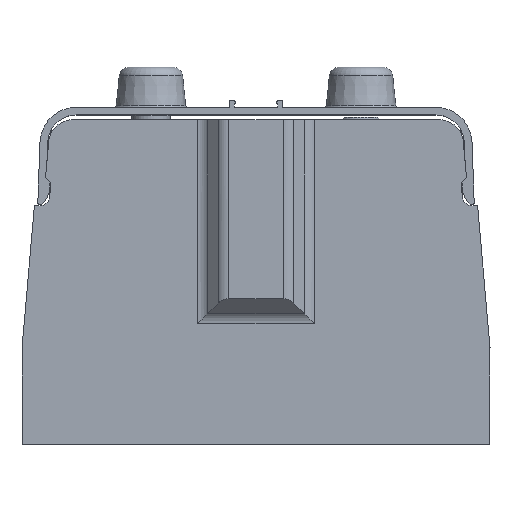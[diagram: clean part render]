
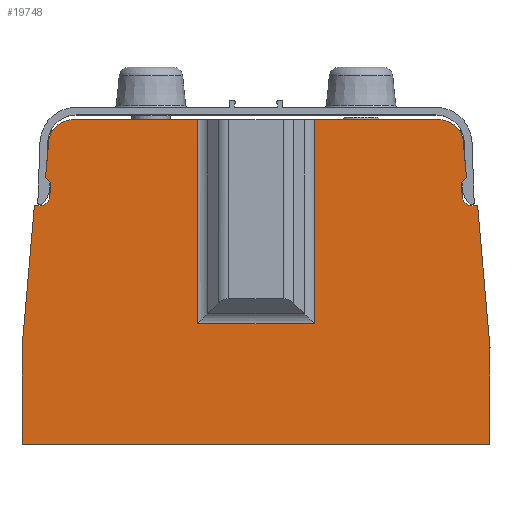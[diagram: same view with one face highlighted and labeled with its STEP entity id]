
A CAD part, top view. The second image highlights one B-rep face of the part: STEP entity #19748.
In plain terms, the highlighted planar face has unit normal (0, 0, 1).
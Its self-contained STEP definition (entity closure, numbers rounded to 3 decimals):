
#978=DIRECTION('',(1.,0.,0.));
#979=VECTOR('',#978,26.176);
#980=CARTESIAN_POINT('',(12.243,68.,67.5));
#981=LINE('',#980,#979);
#982=CARTESIAN_POINT('',(38.418,63.,67.5));
#983=DIRECTION('',(0.,0.,-1.));
#984=DIRECTION('',(0.,1.,0.));
#985=AXIS2_PLACEMENT_3D('',#982,#983,#984);
#987=DIRECTION('',(0.087,-0.996,0.));
#988=VECTOR('',#987,7.464);
#989=CARTESIAN_POINT('',(43.399,63.436,67.5));
#990=LINE('',#989,#988);
#991=DIRECTION('',(-0.707,-0.707,0.));
#992=VECTOR('',#991,1.566);
#993=CARTESIAN_POINT('',(44.05,56.,67.5));
#994=LINE('',#993,#992);
#995=DIRECTION('',(0.087,-0.996,0.));
#996=VECTOR('',#995,3.078);
#997=CARTESIAN_POINT('',(42.942,54.892,67.5));
#998=LINE('',#997,#996);
#999=CARTESIAN_POINT('',(45.203,52.,67.5));
#1000=DIRECTION('',(0.,0.,1.));
#1001=DIRECTION('',(-0.996,-0.087,0.));
#1002=AXIS2_PLACEMENT_3D('',#999,#1000,#1001);
#1004=DIRECTION('',(1.,0.,0.));
#1005=VECTOR('',#1004,1.197);
#1006=CARTESIAN_POINT('',(45.203,50.,67.5));
#1007=LINE('',#1006,#1005);
#1008=DIRECTION('',(0.087,-0.996,0.));
#1009=VECTOR('',#1008,29.788);
#1010=CARTESIAN_POINT('',(46.4,50.,67.5));
#1011=LINE('',#1010,#1009);
#1012=CARTESIAN_POINT('',(48.,20.238,67.5));
#1013=DIRECTION('',(0.,0.,-1.));
#1014=DIRECTION('',(0.996,0.087,0.));
#1015=AXIS2_PLACEMENT_3D('',#1012,#1013,#1014);
#1017=DIRECTION('',(0.,-1.,0.));
#1018=VECTOR('',#1017,20.238);
#1019=CARTESIAN_POINT('',(49.,20.238,67.5));
#1020=LINE('',#1019,#1018);
#1021=DIRECTION('',(-1.,0.,0.));
#1022=VECTOR('',#1021,98.);
#1023=CARTESIAN_POINT('',(49.,0.,67.5));
#1024=LINE('',#1023,#1022);
#1025=DIRECTION('',(0.,1.,0.));
#1026=VECTOR('',#1025,20.238);
#1027=CARTESIAN_POINT('',(-49.,0.,67.5));
#1028=LINE('',#1027,#1026);
#1029=CARTESIAN_POINT('',(-48.,20.238,67.5));
#1030=DIRECTION('',(0.,0.,-1.));
#1031=DIRECTION('',(-1.,0.,0.));
#1032=AXIS2_PLACEMENT_3D('',#1029,#1030,#1031);
#1034=DIRECTION('',(0.087,0.996,0.));
#1035=VECTOR('',#1034,29.788);
#1036=CARTESIAN_POINT('',(-48.996,20.325,67.5));
#1037=LINE('',#1036,#1035);
#1038=DIRECTION('',(1.,0.,0.));
#1039=VECTOR('',#1038,1.197);
#1040=CARTESIAN_POINT('',(-46.4,50.,67.5));
#1041=LINE('',#1040,#1039);
#1042=CARTESIAN_POINT('',(-45.203,52.,67.5));
#1043=DIRECTION('',(0.,0.,1.));
#1044=DIRECTION('',(0.,-1.,0.));
#1045=AXIS2_PLACEMENT_3D('',#1042,#1043,#1044);
#1047=DIRECTION('',(0.087,0.996,0.));
#1048=VECTOR('',#1047,3.078);
#1049=CARTESIAN_POINT('',(-43.211,51.826,67.5));
#1050=LINE('',#1049,#1048);
#1051=DIRECTION('',(-0.707,0.707,0.));
#1052=VECTOR('',#1051,1.566);
#1053=CARTESIAN_POINT('',(-42.942,54.892,67.5));
#1054=LINE('',#1053,#1052);
#1055=DIRECTION('',(0.087,0.996,0.));
#1056=VECTOR('',#1055,7.464);
#1057=CARTESIAN_POINT('',(-44.05,56.,67.5));
#1058=LINE('',#1057,#1056);
#1059=CARTESIAN_POINT('',(-38.418,63.,67.5));
#1060=DIRECTION('',(0.,0.,-1.));
#1061=DIRECTION('',(-0.996,0.087,0.));
#1062=AXIS2_PLACEMENT_3D('',#1059,#1060,#1061);
#1064=DIRECTION('',(1.,0.,0.));
#1065=VECTOR('',#1064,26.176);
#1066=CARTESIAN_POINT('',(-38.418,68.,67.5));
#1067=LINE('',#1066,#1065);
#1068=DIRECTION('',(0.,1.,0.));
#1069=VECTOR('',#1068,42.743);
#1070=CARTESIAN_POINT('',(-12.243,25.257,67.5));
#1071=LINE('',#1070,#1069);
#1072=DIRECTION('',(-1.,0.,0.));
#1073=VECTOR('',#1072,24.485);
#1074=CARTESIAN_POINT('',(12.243,25.257,67.5));
#1075=LINE('',#1074,#1073);
#1076=CARTESIAN_POINT('',(-12.243,25.257,67.5));
#1090=DIRECTION('',(0.,-1.,0.));
#1091=VECTOR('',#1090,42.743);
#1092=CARTESIAN_POINT('',(12.243,68.,67.5));
#1093=LINE('',#1092,#1091);
#15219=CARTESIAN_POINT('',(12.243,68.,67.5));
#15221=VERTEX_POINT('',#15219);
#15233=CARTESIAN_POINT('',(-12.243,68.,67.5));
#15234=VERTEX_POINT('',#15233);
#15243=CARTESIAN_POINT('',(43.399,63.436,67.5));
#15244=VERTEX_POINT('',#15243);
#15245=CARTESIAN_POINT('',(38.418,68.,67.5));
#15246=VERTEX_POINT('',#15245);
#15247=CARTESIAN_POINT('',(42.942,54.892,67.5));
#15248=VERTEX_POINT('',#15247);
#15249=CARTESIAN_POINT('',(45.203,50.,67.5));
#15250=VERTEX_POINT('',#15249);
#15251=CARTESIAN_POINT('',(43.211,51.826,67.5));
#15252=VERTEX_POINT('',#15251);
#15253=CARTESIAN_POINT('',(46.4,50.,67.5));
#15254=VERTEX_POINT('',#15253);
#15255=CARTESIAN_POINT('',(49.,20.238,67.5));
#15256=VERTEX_POINT('',#15255);
#15257=CARTESIAN_POINT('',(48.996,20.325,67.5));
#15258=VERTEX_POINT('',#15257);
#15259=CARTESIAN_POINT('',(-48.996,20.325,67.5));
#15260=VERTEX_POINT('',#15259);
#15261=CARTESIAN_POINT('',(-49.,20.238,67.5));
#15262=VERTEX_POINT('',#15261);
#15263=CARTESIAN_POINT('',(-46.4,50.,67.5));
#15264=VERTEX_POINT('',#15263);
#15265=CARTESIAN_POINT('',(-43.211,51.826,67.5));
#15266=VERTEX_POINT('',#15265);
#15267=CARTESIAN_POINT('',(-45.203,50.,67.5));
#15268=VERTEX_POINT('',#15267);
#15269=CARTESIAN_POINT('',(-42.942,54.892,67.5));
#15270=VERTEX_POINT('',#15269);
#15271=CARTESIAN_POINT('',(-38.418,68.,67.5));
#15272=VERTEX_POINT('',#15271);
#15273=CARTESIAN_POINT('',(-43.399,63.436,67.5));
#15274=VERTEX_POINT('',#15273);
#15275=CARTESIAN_POINT('',(44.05,56.,67.5));
#15276=VERTEX_POINT('',#15275);
#15277=CARTESIAN_POINT('',(49.,0.,67.5));
#15278=VERTEX_POINT('',#15277);
#15279=CARTESIAN_POINT('',(-49.,0.,67.5));
#15280=VERTEX_POINT('',#15279);
#15281=CARTESIAN_POINT('',(-44.05,56.,67.5));
#15282=VERTEX_POINT('',#15281);
#15283=VERTEX_POINT('',#1076);
#15285=CARTESIAN_POINT('',(12.243,25.257,67.5));
#15286=VERTEX_POINT('',#15285);
#19697=CARTESIAN_POINT('',(0.,34.,67.5));
#19698=DIRECTION('',(0.,0.,1.));
#19699=DIRECTION('',(1.,0.,0.));
#19700=AXIS2_PLACEMENT_3D('',#19697,#19698,#19699);
#19701=PLANE('',#19700);
#19703=ORIENTED_EDGE('',*,*,#19702,.F.);
#19705=ORIENTED_EDGE('',*,*,#19704,.F.);
#19707=ORIENTED_EDGE('',*,*,#19706,.F.);
#19708=ORIENTED_EDGE('',*,*,#18758,.T.);
#19710=ORIENTED_EDGE('',*,*,#19709,.T.);
#19711=ORIENTED_EDGE('',*,*,#19688,.T.);
#19712=ORIENTED_EDGE('',*,*,#19600,.T.);
#19714=ORIENTED_EDGE('',*,*,#19713,.T.);
#19716=ORIENTED_EDGE('',*,*,#19715,.T.);
#19718=ORIENTED_EDGE('',*,*,#19717,.T.);
#19720=ORIENTED_EDGE('',*,*,#19719,.T.);
#19722=ORIENTED_EDGE('',*,*,#19721,.T.);
#19724=ORIENTED_EDGE('',*,*,#19723,.T.);
#19726=ORIENTED_EDGE('',*,*,#19725,.T.);
#19728=ORIENTED_EDGE('',*,*,#19727,.T.);
#19730=ORIENTED_EDGE('',*,*,#19729,.T.);
#19732=ORIENTED_EDGE('',*,*,#19731,.T.);
#19734=ORIENTED_EDGE('',*,*,#19733,.T.);
#19736=ORIENTED_EDGE('',*,*,#19735,.T.);
#19738=ORIENTED_EDGE('',*,*,#19737,.T.);
#19740=ORIENTED_EDGE('',*,*,#19739,.T.);
#19742=ORIENTED_EDGE('',*,*,#19741,.T.);
#19744=ORIENTED_EDGE('',*,*,#19743,.T.);
#19745=ORIENTED_EDGE('',*,*,#18774,.T.);
#19746=EDGE_LOOP('',(#19703,#19705,#19707,#19708,#19710,#19711,#19712,#19714,
#19716,#19718,#19720,#19722,#19724,#19726,#19728,#19730,#19732,#19734,#19736,
#19738,#19740,#19742,#19744,#19745));
#19747=FACE_OUTER_BOUND('',#19746,.F.);
#986=CIRCLE('',#985,5.);
#1003=CIRCLE('',#1002,2.);
#1016=CIRCLE('',#1015,1.);
#1033=CIRCLE('',#1032,1.);
#1046=CIRCLE('',#1045,2.);
#1063=CIRCLE('',#1062,5.);
#18758=EDGE_CURVE('',#15221,#15246,#981,.T.);
#18774=EDGE_CURVE('',#15272,#15234,#1067,.T.);
#19600=EDGE_CURVE('',#15276,#15248,#994,.T.);
#19688=EDGE_CURVE('',#15244,#15276,#990,.T.);
#19702=EDGE_CURVE('',#15283,#15234,#1071,.T.);
#19704=EDGE_CURVE('',#15286,#15283,#1075,.T.);
#19706=EDGE_CURVE('',#15221,#15286,#1093,.T.);
#19709=EDGE_CURVE('',#15246,#15244,#986,.T.);
#19713=EDGE_CURVE('',#15248,#15252,#998,.T.);
#19715=EDGE_CURVE('',#15252,#15250,#1003,.T.);
#19717=EDGE_CURVE('',#15250,#15254,#1007,.T.);
#19719=EDGE_CURVE('',#15254,#15258,#1011,.T.);
#19721=EDGE_CURVE('',#15258,#15256,#1016,.T.);
#19723=EDGE_CURVE('',#15256,#15278,#1020,.T.);
#19725=EDGE_CURVE('',#15278,#15280,#1024,.T.);
#19727=EDGE_CURVE('',#15280,#15262,#1028,.T.);
#19729=EDGE_CURVE('',#15262,#15260,#1033,.T.);
#19731=EDGE_CURVE('',#15260,#15264,#1037,.T.);
#19733=EDGE_CURVE('',#15264,#15268,#1041,.T.);
#19735=EDGE_CURVE('',#15268,#15266,#1046,.T.);
#19737=EDGE_CURVE('',#15266,#15270,#1050,.T.);
#19739=EDGE_CURVE('',#15270,#15282,#1054,.T.);
#19741=EDGE_CURVE('',#15282,#15274,#1058,.T.);
#19743=EDGE_CURVE('',#15274,#15272,#1063,.T.);
#19748=ADVANCED_FACE('',(#19747),#19701,.T.);
